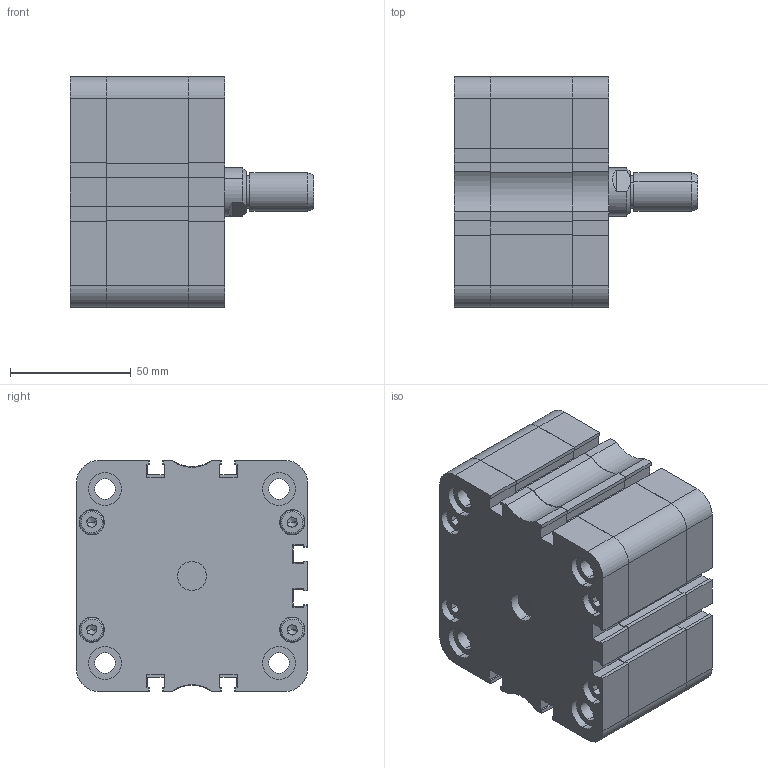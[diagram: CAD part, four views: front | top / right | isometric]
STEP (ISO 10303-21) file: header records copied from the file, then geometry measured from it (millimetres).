
FILE_DESCRIPTION (( 'STEP AP214' ), '1' );
FILE_NAME ('SM_001_080_0010_NP.STEP', '2019-11-06T14:43:12', ( '' ), ( '' ), 'SwSTEP 2.0', 'SolidWorks 2019', '' );
FILE_SCHEMA (( 'AUTOMOTIVE_DESIGN' ));
Length unit declared in the file: millimetre
Products named in the file (20): Kopia SMART - U. t硂ka wklejana^T硂k kpl_SM_U. t坥ka wklejana - D080; Tuleja^SM_Tuleja - D080; Kopia Pokrywa ty³^Pokrywa ty³ kpl_SM_Smart - Pok tyˆ - D080; Kopia SMART - U. t³oczyska^Pokrywa przód kpl_SM_U. tˆoczyska - D080; Kopia Magnes^T³ok kpl_SM_Magnes D080; SM_001_080_0010_NP; T³oczysko^SM_Tˆoczysko - D080; Kopia Tuleja prowadz¹ca^Pokrywa przód kpl_SM_Tuleja prowadz¥ca - D080; Kopia Pierœcieñ prowadz¹cy^T³ok kpl_SM_Pier˜cieä prowadz¥cy D080; socket head thin cap screw_din_DIN 7984 - M10 x 30 --- 25.5N; Kopia SMART - U. typ Oring - pokrywa^Pokrywa przód kpl_SM_U. typ Oring - D080; Pokrywa ty³ kpl^SM_Pok tyˆ - D080; Kopia SMART - U. typ Oring - pokrywa^Pokrywa tyｳ kpl_SM_U. typ Oring - D080; T硂k kpl^SM_T坥k kpl - D080; Kopia SMART - U. t³oka S^T³ok kpl_SM_U. tˆoka S - D080; socket head thin cap screw_din_DIN 7984 - M6 x 25 --- 22N; Kopia T硂k^T硂k kpl_SM_T坥k - D080; Kopia SMART - U. t硂ka lu焠a^T硂k kpl_SM_U. t坥ka lu玭a - D080; Pokrywa przód kpl^SM_Pokrywa prz¢d kpl - D080; Kopia Pokrywa przód^Pokrywa przód kpl_SM_Smart - Pok prz¢d - D080
Assembly tree (26 placements, depth 3):
  SM_001_080_0010_NP
    Pokrywa przód kpl^SM_Pokrywa prz¢d kpl - D080
      Kopia Pokrywa przód^Pokrywa przód kpl_SM_Smart - Pok prz¢d - D080
      Kopia SMART - U. typ Oring - pokrywa^Pokrywa przód kpl_SM_U. typ Oring - D080
      Kopia Tuleja prowadz¹ca^Pokrywa przód kpl_SM_Tuleja prowadz¥ca - D080
      Kopia SMART - U. t³oczyska^Pokrywa przód kpl_SM_U. tˆoczyska - D080
    Tuleja^SM_Tuleja - D080
    Pokrywa ty³ kpl^SM_Pok tyˆ - D080
      Kopia Pokrywa ty³^Pokrywa ty³ kpl_SM_Smart - Pok tyˆ - D080
      Kopia SMART - U. typ Oring - pokrywa^Pokrywa tyｳ kpl_SM_U. typ Oring - D080
    T硂k kpl^SM_T坥k kpl - D080
      Kopia T硂k^T硂k kpl_SM_T坥k - D080
      Kopia Magnes^T³ok kpl_SM_Magnes D080
      Kopia Pierœcieñ prowadz¹cy^T³ok kpl_SM_Pier˜cieä prowadz¥cy D080
      Kopia SMART - U. t硂ka lu焠a^T硂k kpl_SM_U. t坥ka lu玭a - D080
      Kopia SMART - U. t硂ka wklejana^T硂k kpl_SM_U. t坥ka wklejana - D080
      Kopia SMART - U. t³oka S^T³ok kpl_SM_U. tˆoka S - D080
    T³oczysko^SM_Tˆoczysko - D080
    socket head thin cap screw_din_DIN 7984 - M10 x 30 --- 25.5N
    socket head thin cap screw_din_DIN 7984 - M6 x 25 --- 22N  x8
Bounding box: 101 x 95.5 x 95.5 mm (x, y, z)
Volume: 375854.5 mm3; surface area: 181560.1 mm2
Topology: 24 solids, 24 shells, 1115 faces, 2781 edges, 1789 vertices
Faces by surface type: plane 567, cylinder 319, bspline 118, cone 75, torus 36
Entity records: 35251 total; most frequent: CARTESIAN_POINT 11761, ORIENTED_EDGE 4738, DIRECTION 4472, EDGE_CURVE 2369, VERTEX_POINT 1558, AXIS2_PLACEMENT_3D 1525, VECTOR 1422, LINE 1422
